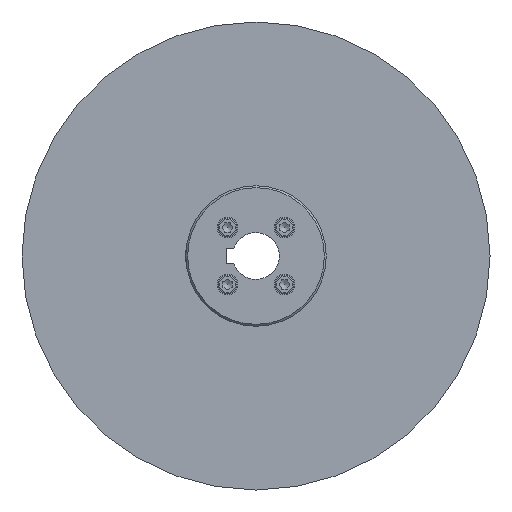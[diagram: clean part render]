
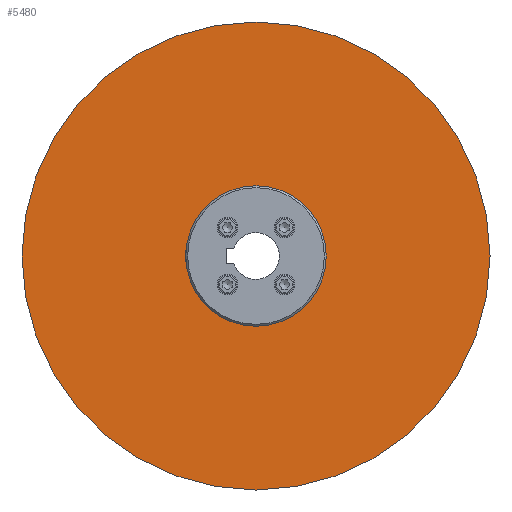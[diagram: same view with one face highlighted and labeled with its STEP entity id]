
A CAD part, left-side view. The second image highlights one B-rep face of the part: STEP entity #5480.
In plain terms, the highlighted planar face has unit normal (-1, 0, 0).
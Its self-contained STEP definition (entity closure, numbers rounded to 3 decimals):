
#129=FACE_BOUND('',#887,.T.);
#239=PLANE('',#5970);
#553=FACE_OUTER_BOUND('',#886,.T.);
#886=EDGE_LOOP('',(#4102,#4103));
#887=EDGE_LOOP('',(#4104,#4105));
#1871=CIRCLE('',#5917,37.5);
#1872=CIRCLE('',#5918,37.5);
#1904=CIRCLE('',#5971,125.);
#1905=CIRCLE('',#5972,125.);
#2326=VERTEX_POINT('',#8695);
#2327=VERTEX_POINT('',#8697);
#2360=VERTEX_POINT('',#8834);
#2361=VERTEX_POINT('',#8835);
#2964=EDGE_CURVE('',#2327,#2326,#1871,.T.);
#2965=EDGE_CURVE('',#2326,#2327,#1872,.T.);
#3012=EDGE_CURVE('',#2360,#2361,#1904,.T.);
#3013=EDGE_CURVE('',#2361,#2360,#1905,.T.);
#4102=ORIENTED_EDGE('',*,*,#3012,.F.);
#4103=ORIENTED_EDGE('',*,*,#3013,.F.);
#4104=ORIENTED_EDGE('',*,*,#2964,.T.);
#4105=ORIENTED_EDGE('',*,*,#2965,.T.);
#5480=ADVANCED_FACE('',(#553,#129),#239,.T.);
#5917=AXIS2_PLACEMENT_3D('',#8698,#6939,#6940);
#5918=AXIS2_PLACEMENT_3D('',#8699,#6941,#6942);
#5970=AXIS2_PLACEMENT_3D('',#8833,#7058,#7059);
#5971=AXIS2_PLACEMENT_3D('',#8836,#7060,#7061);
#5972=AXIS2_PLACEMENT_3D('',#8837,#7062,#7063);
#6939=DIRECTION('center_axis',(1.,0.,0.));
#6940=DIRECTION('ref_axis',(0.,1.,0.));
#6941=DIRECTION('center_axis',(1.,0.,0.));
#6942=DIRECTION('ref_axis',(0.,1.,0.));
#7058=DIRECTION('center_axis',(-1.,0.,0.));
#7059=DIRECTION('ref_axis',(0.,0.,-1.));
#7060=DIRECTION('center_axis',(1.,0.,0.));
#7061=DIRECTION('ref_axis',(0.,0.,1.));
#7062=DIRECTION('center_axis',(1.,0.,0.));
#7063=DIRECTION('ref_axis',(0.,0.,1.));
#8695=CARTESIAN_POINT('',(-60.5,-37.5,0.));
#8697=CARTESIAN_POINT('',(-60.5,37.5,0.));
#8698=CARTESIAN_POINT('Origin',(-60.5,0.,
0.));
#8699=CARTESIAN_POINT('Origin',(-60.5,0.,
0.));
#8833=CARTESIAN_POINT('Origin',(-60.5,-125.,0.));
#8834=CARTESIAN_POINT('',(-60.5,-125.,0.));
#8835=CARTESIAN_POINT('',(-60.5,125.,0.));
#8836=CARTESIAN_POINT('Origin',(-60.5,0.,
0.));
#8837=CARTESIAN_POINT('Origin',(-60.5,0.,
0.));
